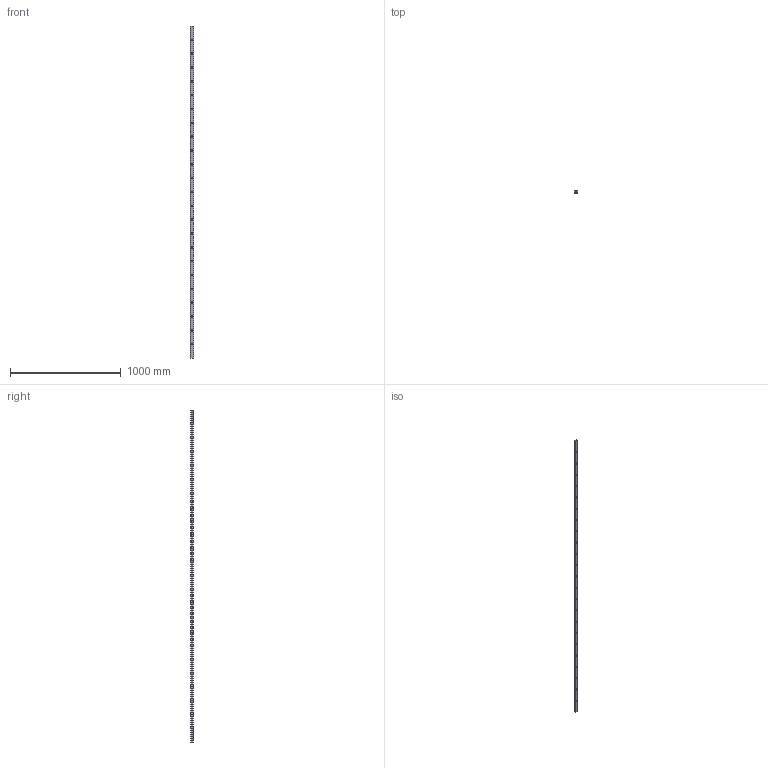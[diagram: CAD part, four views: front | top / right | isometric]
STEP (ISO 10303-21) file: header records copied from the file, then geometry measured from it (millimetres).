
FILE_DESCRIPTION (( 'STEP AP203' ), '1' );
FILE_NAME ('69900.step', '2022-06-23T11:40:02', ( '' ), ( '' ), 'SwSTEP 2.0', 'SolidWorks 2018', '' );
FILE_SCHEMA (( 'CONFIG_CONTROL_DESIGN' ));
Length unit declared in the file: millimetre
Products named in the file (1): 69900
Bounding box: 30 x 20 x 3000 mm (x, y, z)
Volume: 519186 mm3; surface area: 523308.9 mm2
Topology: 1 solids, 1 shells, 284 faces, 803 edges, 543 vertices
Faces by surface type: plane 117, bspline 113, cylinder 54
Full cylindrical faces by diameter (mm): 13 x46
Entity records: 14625 total; most frequent: CARTESIAN_POINT 7988, ORIENTED_EDGE 1468, DIRECTION 960, EDGE_CURVE 734, VERTEX_POINT 520, EDGE_LOOP 446, VECTOR 400, LINE 400
